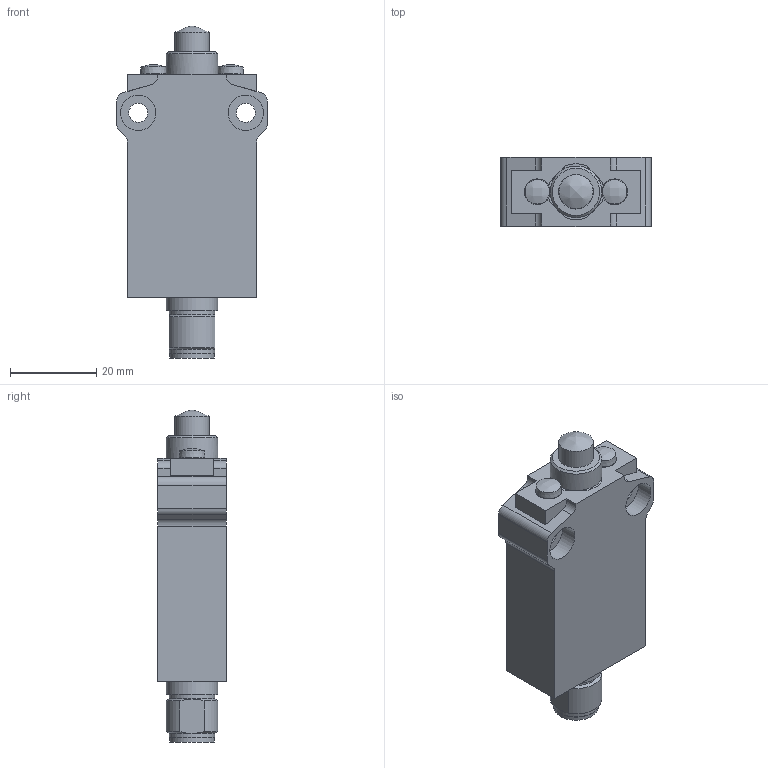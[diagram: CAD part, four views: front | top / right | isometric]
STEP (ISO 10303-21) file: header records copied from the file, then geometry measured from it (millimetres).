
FILE_DESCRIPTION (( 'STEP AP214' ), '1' );
FILE_NAME ('AEM2G1101Z11M.STEP', '2019-01-16T14:23:52', ( '' ), ( '' ), 'SwSTEP 2.0', 'SolidWorks 2018', '' );
FILE_SCHEMA (( 'AUTOMOTIVE_DESIGN' ));
Length unit declared in the file: inch
Products named in the file (1): AEM2G1101Z11M
Bounding box: 35 x 16 x 77.2 mm (x, y, z)
Volume: 26500.9 mm3; surface area: 8520.7 mm2
Topology: 3 solids, 3 shells, 99 faces, 238 edges, 154 vertices
Faces by surface type: plane 50, cylinder 33, cone 11, bspline 5
Full cylindrical faces by diameter (mm): 4.4 x2, 7.95 x1, 8.05 x1, 8.2 x4, 10.3 x1, 10.6 x2, 12 x2
Entity records: 4224 total; most frequent: CARTESIAN_POINT 651, DIRECTION 468, ORIENTED_EDGE 428, EDGE_CURVE 214, AXIS2_PLACEMENT_3D 179, VERTEX_POINT 148, EDGE_LOOP 130, FACE_OUTER_BOUND 114
